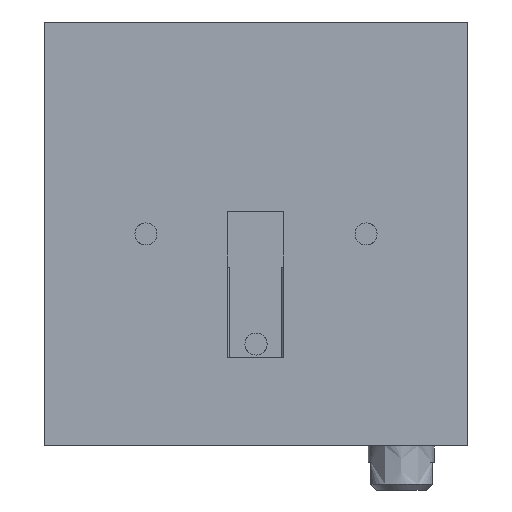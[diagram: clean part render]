
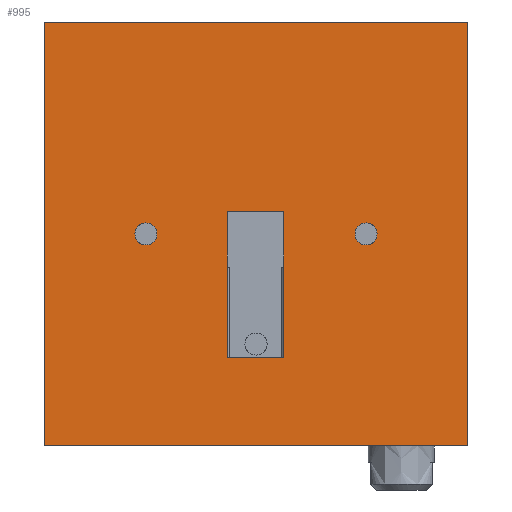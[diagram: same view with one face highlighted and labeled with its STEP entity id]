
A CAD part, front view. The second image highlights one B-rep face of the part: STEP entity #995.
In plain terms, the highlighted free-form (B-spline) face has degree [1, 1] with [2, 2] control points.
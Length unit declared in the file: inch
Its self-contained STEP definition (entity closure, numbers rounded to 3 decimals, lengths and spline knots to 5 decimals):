
#46=DIRECTION('',(1.,0.,0.));
#47=VECTOR('',#46,0.385);
#48=CARTESIAN_POINT('',(-0.1925,-0.079,0.1925));
#49=LINE('',#48,#47);
#53=DIRECTION('',(0.,0.,-1.));
#54=VECTOR('',#53,0.385);
#55=CARTESIAN_POINT('',(0.1925,-0.079,0.1925));
#56=LINE('',#55,#54);
#60=DIRECTION('',(-1.,0.,0.));
#61=VECTOR('',#60,0.385);
#62=CARTESIAN_POINT('',(0.1925,-0.079,-0.1925));
#63=LINE('',#62,#61);
#67=DIRECTION('',(0.,0.,1.));
#68=VECTOR('',#67,0.385);
#69=CARTESIAN_POINT('',(-0.1925,-0.079,-0.1925));
#70=LINE('',#69,#68);
#74=DIRECTION('',(1.,0.,0.));
#75=VECTOR('',#74,0.051);
#76=CARTESIAN_POINT('',(-0.026,-0.079,-0.112));
#77=LINE('',#76,#75);
#81=DIRECTION('',(0.,0.,1.));
#82=VECTOR('',#81,0.082);
#83=CARTESIAN_POINT('',(0.025,-0.079,-0.112));
#84=LINE('',#83,#82);
#88=DIRECTION('',(-1.,0.,0.));
#89=VECTOR('',#88,0.051);
#90=CARTESIAN_POINT('',(0.025,-0.079,0.02));
#91=LINE('',#90,#89);
#95=DIRECTION('',(0.,0.,1.));
#96=VECTOR('',#95,0.082);
#97=CARTESIAN_POINT('',(-0.026,-0.079,-0.112));
#98=LINE('',#97,#96);
#102=CARTESIAN_POINT('',(-0.1,-0.079,0.));
#103=DIRECTION('',(0.,1.,0.));
#104=DIRECTION('',(-1.,0.,0.));
#105=AXIS2_PLACEMENT_3D('',#102,#103,#104);
#110=CARTESIAN_POINT('',(-0.1,-0.079,0.));
#111=DIRECTION('',(0.,1.,0.));
#112=DIRECTION('',(1.,0.,0.));
#113=AXIS2_PLACEMENT_3D('',#110,#111,#112);
#118=CARTESIAN_POINT('',(0.1,-0.079,0.));
#119=DIRECTION('',(0.,1.,0.));
#120=DIRECTION('',(-1.,0.,0.));
#121=AXIS2_PLACEMENT_3D('',#118,#119,#120);
#126=CARTESIAN_POINT('',(0.1,-0.079,0.));
#127=DIRECTION('',(0.,1.,0.));
#128=DIRECTION('',(1.,0.,0.));
#129=AXIS2_PLACEMENT_3D('',#126,#127,#128);
#448=DIRECTION('',(0.,0.,1.));
#449=VECTOR('',#448,0.05);
#450=CARTESIAN_POINT('',(-0.026,-0.079,-0.03));
#451=LINE('',#450,#449);
#483=DIRECTION('',(0.,0.,-1.));
#484=VECTOR('',#483,0.05);
#485=CARTESIAN_POINT('',(0.025,-0.079,0.02));
#486=LINE('',#485,#484);
#754=CARTESIAN_POINT('',(-0.1925,-0.079,0.1925));
#755=CARTESIAN_POINT('',(0.1925,-0.079,0.1925));
#756=VERTEX_POINT('',#754);
#757=VERTEX_POINT('',#755);
#758=CARTESIAN_POINT('',(0.1925,-0.079,-0.1925));
#759=VERTEX_POINT('',#758);
#760=CARTESIAN_POINT('',(-0.1925,-0.079,-0.1925));
#761=VERTEX_POINT('',#760);
#778=CARTESIAN_POINT('',(0.025,-0.079,0.02));
#779=CARTESIAN_POINT('',(-0.026,-0.079,0.02));
#780=VERTEX_POINT('',#778);
#781=VERTEX_POINT('',#779);
#782=CARTESIAN_POINT('',(-0.026,-0.079,-0.112));
#783=CARTESIAN_POINT('',(0.025,-0.079,-0.112));
#784=VERTEX_POINT('',#782);
#785=VERTEX_POINT('',#783);
#786=CARTESIAN_POINT('',(-0.026,-0.079,-0.03));
#787=VERTEX_POINT('',#786);
#788=CARTESIAN_POINT('',(0.025,-0.079,-0.03));
#789=VERTEX_POINT('',#788);
#802=CARTESIAN_POINT('',(-0.11,-0.079,0.));
#803=CARTESIAN_POINT('',(-0.09,-0.079,0.));
#804=VERTEX_POINT('',#802);
#805=VERTEX_POINT('',#803);
#806=CARTESIAN_POINT('',(0.09,-0.079,0.));
#807=CARTESIAN_POINT('',(0.11,-0.079,0.));
#808=VERTEX_POINT('',#806);
#809=VERTEX_POINT('',#807);
#955=CARTESIAN_POINT('',(-0.2002,-0.079,0.2002));
#956=CARTESIAN_POINT('',(-0.2002,-0.079,-0.2002));
#957=CARTESIAN_POINT('',(0.2002,-0.079,0.2002));
#958=CARTESIAN_POINT('',(0.2002,-0.079,-0.2002));
#959=B_SPLINE_SURFACE_WITH_KNOTS('',1,1,((#955,#956),(#957,#958)),.UNSPECIFIED.,
.F.,.F.,.F.,(2,2),(2,2),(-0.2002,0.2002),(-0.2002,0.2002),
.UNSPECIFIED.);
#961=ORIENTED_EDGE('',*,*,#960,.T.);
#963=ORIENTED_EDGE('',*,*,#962,.T.);
#964=ORIENTED_EDGE('',*,*,#939,.T.);
#966=ORIENTED_EDGE('',*,*,#965,.T.);
#967=EDGE_LOOP('',(#961,#963,#964,#966));
#968=FACE_OUTER_BOUND('',#967,.F.);
#970=ORIENTED_EDGE('',*,*,#969,.T.);
#972=ORIENTED_EDGE('',*,*,#971,.T.);
#974=ORIENTED_EDGE('',*,*,#973,.F.);
#976=ORIENTED_EDGE('',*,*,#975,.T.);
#978=ORIENTED_EDGE('',*,*,#977,.F.);
#980=ORIENTED_EDGE('',*,*,#979,.F.);
#981=EDGE_LOOP('',(#970,#972,#974,#976,#978,#980));
#982=FACE_BOUND('',#981,.F.);
#984=ORIENTED_EDGE('',*,*,#983,.F.);
#986=ORIENTED_EDGE('',*,*,#985,.F.);
#987=EDGE_LOOP('',(#984,#986));
#988=FACE_BOUND('',#987,.F.);
#990=ORIENTED_EDGE('',*,*,#989,.F.);
#992=ORIENTED_EDGE('',*,*,#991,.F.);
#993=EDGE_LOOP('',(#990,#992));
#994=FACE_BOUND('',#993,.F.);
#995=ADVANCED_FACE('',(#968,#982,#988,#994),#959,.F.);
#106=CIRCLE('',#105,0.01);
#114=CIRCLE('',#113,0.01);
#122=CIRCLE('',#121,0.01);
#130=CIRCLE('',#129,0.01);
#939=EDGE_CURVE('',#759,#761,#63,.T.);
#960=EDGE_CURVE('',#756,#757,#49,.T.);
#962=EDGE_CURVE('',#757,#759,#56,.T.);
#965=EDGE_CURVE('',#761,#756,#70,.T.);
#969=EDGE_CURVE('',#784,#785,#77,.T.);
#971=EDGE_CURVE('',#785,#789,#84,.T.);
#973=EDGE_CURVE('',#780,#789,#486,.T.);
#975=EDGE_CURVE('',#780,#781,#91,.T.);
#977=EDGE_CURVE('',#787,#781,#451,.T.);
#979=EDGE_CURVE('',#784,#787,#98,.T.);
#983=EDGE_CURVE('',#804,#805,#106,.T.);
#985=EDGE_CURVE('',#805,#804,#114,.T.);
#989=EDGE_CURVE('',#808,#809,#122,.T.);
#991=EDGE_CURVE('',#809,#808,#130,.T.);
